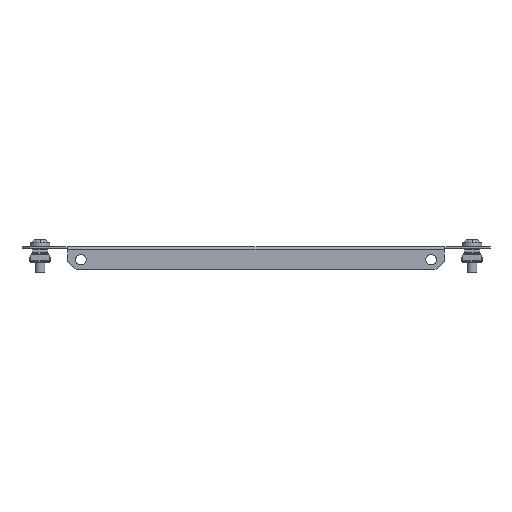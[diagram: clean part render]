
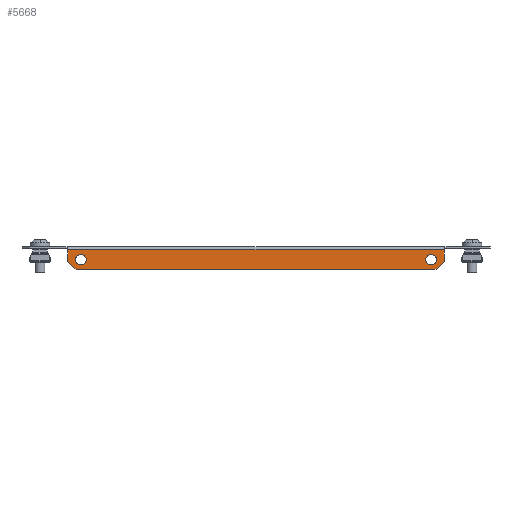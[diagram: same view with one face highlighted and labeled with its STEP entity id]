
A CAD part, front view. The second image highlights one B-rep face of the part: STEP entity #5668.
In plain terms, the highlighted planar face has unit normal (0, -1, 0).
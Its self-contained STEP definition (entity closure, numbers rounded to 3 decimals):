
#21 = CARTESIAN_POINT ( 'NONE',  ( 62., -124.5, -62. ) ) ;
#293 = ORIENTED_EDGE ( 'NONE', *, *, #7098, .T. ) ;
#403 = DIRECTION ( 'NONE',  ( -1., 0., 0. ) ) ;
#479 = CARTESIAN_POINT ( 'NONE',  ( 0., -124.5, -2. ) ) ;
#639 = DIRECTION ( 'NONE',  ( 0., -1., 0. ) ) ;
#763 = DIRECTION ( 'NONE',  ( 0., 1., 0. ) ) ;
#949 = CARTESIAN_POINT ( 'NONE',  ( 115., -124.5, -9. ) ) ;
#1131 = VERTEX_POINT ( 'NONE', #3936 ) ;
#1306 = VERTEX_POINT ( 'NONE', #5934 ) ;
#1393 = ORIENTED_EDGE ( 'NONE', *, *, #7383, .T. ) ;
#1458 = VECTOR ( 'NONE', #3607, 1000. ) ;
#1508 = ORIENTED_EDGE ( 'NONE', *, *, #7196, .T. ) ;
#1629 = EDGE_CURVE ( 'NONE', #3083, #3203, #7291, .T. ) ;
#1744 = CARTESIAN_POINT ( 'NONE',  ( 107., -124.5, -8. ) ) ;
#1834 = LINE ( 'NONE', #6218, #7702 ) ;
#1928 = VERTEX_POINT ( 'NONE', #6518 ) ;
#2088 = EDGE_LOOP ( 'NONE', ( #4367, #7009 ) ) ;
#2100 = EDGE_CURVE ( 'NONE', #3203, #3034, #6628, .T. ) ;
#2117 = DIRECTION ( 'NONE',  ( 0.707, 0., -0.707 ) ) ;
#2144 = LINE ( 'NONE', #4117, #5737 ) ;
#2242 = CIRCLE ( 'NONE', #6817, 3.25 ) ;
#2427 = VERTEX_POINT ( 'NONE', #4321 ) ;
#2529 = DIRECTION ( 'NONE',  ( 0., 1., 0. ) ) ;
#2567 = EDGE_CURVE ( 'NONE', #3676, #1928, #4467, .T. ) ;
#2778 = LINE ( 'NONE', #5347, #5315 ) ;
#2851 = CIRCLE ( 'NONE', #7155, 3.25 ) ;
#2909 = EDGE_CURVE ( 'NONE', #1306, #7005, #2242, .T. ) ;
#2937 = DIRECTION ( 'NONE',  ( 0., -1., 0. ) ) ;
#3034 = VERTEX_POINT ( 'NONE', #7166 ) ;
#3083 = VERTEX_POINT ( 'NONE', #949 ) ;
#3203 = VERTEX_POINT ( 'NONE', #7945 ) ;
#3211 = DIRECTION ( 'NONE',  ( 0., 0., 1. ) ) ;
#3607 = DIRECTION ( 'NONE',  ( 0., 0., 1. ) ) ;
#3676 = VERTEX_POINT ( 'NONE', #7101 ) ;
#3677 = EDGE_LOOP ( 'NONE', ( #4196, #4590 ) ) ;
#3752 = CARTESIAN_POINT ( 'NONE',  ( 107., -124.5, -8. ) ) ;
#3790 = EDGE_CURVE ( 'NONE', #2427, #4086, #2144, .T. ) ;
#3838 = DIRECTION ( 'NONE',  ( 0., 0., 1. ) ) ;
#3874 = CARTESIAN_POINT ( 'NONE',  ( -107., -124.5, -8. ) ) ;
#3936 = CARTESIAN_POINT ( 'NONE',  ( -115., -124.5, -9. ) ) ;
#4042 = ORIENTED_EDGE ( 'NONE', *, *, #3790, .T. ) ;
#4086 = VERTEX_POINT ( 'NONE', #7211 ) ;
#4117 = CARTESIAN_POINT ( 'NONE',  ( 0., -124.5, -14. ) ) ;
#4196 = ORIENTED_EDGE ( 'NONE', *, *, #7770, .F. ) ;
#4214 = PLANE ( 'NONE',  #6417 ) ;
#4263 = CARTESIAN_POINT ( 'NONE',  ( 115., -124.5, 0. ) ) ;
#4321 = CARTESIAN_POINT ( 'NONE',  ( -110., -124.5, -14. ) ) ;
#4337 = DIRECTION ( 'NONE',  ( 0., 0., -1. ) ) ;
#4367 = ORIENTED_EDGE ( 'NONE', *, *, #4694, .T. ) ;
#4434 = CIRCLE ( 'NONE', #5215, 3.25 ) ;
#4467 = CIRCLE ( 'NONE', #5502, 3.25 ) ;
#4590 = ORIENTED_EDGE ( 'NONE', *, *, #2909, .F. ) ;
#4645 = DIRECTION ( 'NONE',  ( 1., 0., 0. ) ) ;
#4694 = EDGE_CURVE ( 'NONE', #1928, #3676, #4434, .T. ) ;
#4829 = ORIENTED_EDGE ( 'NONE', *, *, #1629, .T. ) ;
#5001 = DIRECTION ( 'NONE',  ( 0., -1., 0. ) ) ;
#5179 = DIRECTION ( 'NONE',  ( 0.707, 0., 0.707 ) ) ;
#5215 = AXIS2_PLACEMENT_3D ( 'NONE', #5765, #2529, #3838 ) ;
#5315 = VECTOR ( 'NONE', #2117, 1000. ) ;
#5347 = CARTESIAN_POINT ( 'NONE',  ( -62., -124.5, -62. ) ) ;
#5502 = AXIS2_PLACEMENT_3D ( 'NONE', #3874, #763, #5833 ) ;
#5634 = DIRECTION ( 'NONE',  ( 0., 0., 1. ) ) ;
#5668 = ADVANCED_FACE ( 'NONE', ( #7984, #6055, #7319 ), #4214, .T. ) ;
#5737 = VECTOR ( 'NONE', #4645, 1000. ) ;
#5765 = CARTESIAN_POINT ( 'NONE',  ( -107., -124.5, -8. ) ) ;
#5833 = DIRECTION ( 'NONE',  ( 0., 0., 1. ) ) ;
#5934 = CARTESIAN_POINT ( 'NONE',  ( 107., -124.5, -11.25 ) ) ;
#6055 = FACE_BOUND ( 'NONE', #2088, .T. ) ;
#6090 = CARTESIAN_POINT ( 'NONE',  ( 0., -124.5, 0. ) ) ;
#6178 = CARTESIAN_POINT ( 'NONE',  ( 107., -124.5, -4.75 ) ) ;
#6188 = ORIENTED_EDGE ( 'NONE', *, *, #2100, .T. ) ;
#6218 = CARTESIAN_POINT ( 'NONE',  ( -115., -124.5, 0. ) ) ;
#6417 = AXIS2_PLACEMENT_3D ( 'NONE', #6090, #2937, #7270 ) ;
#6436 = LINE ( 'NONE', #21, #6779 ) ;
#6518 = CARTESIAN_POINT ( 'NONE',  ( -107., -124.5, -4.75 ) ) ;
#6628 = LINE ( 'NONE', #479, #6813 ) ;
#6779 = VECTOR ( 'NONE', #5179, 1000. ) ;
#6813 = VECTOR ( 'NONE', #403, 1000. ) ;
#6817 = AXIS2_PLACEMENT_3D ( 'NONE', #1744, #5001, #3211 ) ;
#7005 = VERTEX_POINT ( 'NONE', #6178 ) ;
#7009 = ORIENTED_EDGE ( 'NONE', *, *, #2567, .T. ) ;
#7059 = EDGE_LOOP ( 'NONE', ( #4042, #1508, #4829, #6188, #293, #1393 ) ) ;
#7098 = EDGE_CURVE ( 'NONE', #3034, #1131, #1834, .T. ) ;
#7101 = CARTESIAN_POINT ( 'NONE',  ( -107., -124.5, -11.25 ) ) ;
#7155 = AXIS2_PLACEMENT_3D ( 'NONE', #3752, #639, #5634 ) ;
#7166 = CARTESIAN_POINT ( 'NONE',  ( -115., -124.5, -2. ) ) ;
#7196 = EDGE_CURVE ( 'NONE', #4086, #3083, #6436, .T. ) ;
#7211 = CARTESIAN_POINT ( 'NONE',  ( 110., -124.5, -14. ) ) ;
#7270 = DIRECTION ( 'NONE',  ( 0., 0., 1. ) ) ;
#7291 = LINE ( 'NONE', #4263, #1458 ) ;
#7319 = FACE_OUTER_BOUND ( 'NONE', #7059, .T. ) ;
#7383 = EDGE_CURVE ( 'NONE', #1131, #2427, #2778, .T. ) ;
#7702 = VECTOR ( 'NONE', #4337, 1000. ) ;
#7770 = EDGE_CURVE ( 'NONE', #7005, #1306, #2851, .T. ) ;
#7945 = CARTESIAN_POINT ( 'NONE',  ( 115., -124.5, -2. ) ) ;
#7984 = FACE_BOUND ( 'NONE', #3677, .T. ) ;
